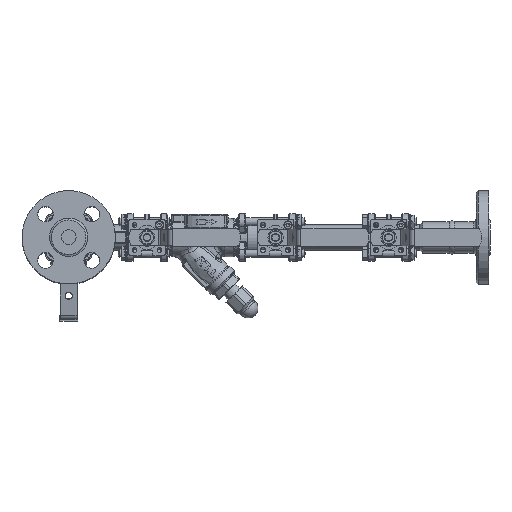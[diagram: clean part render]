
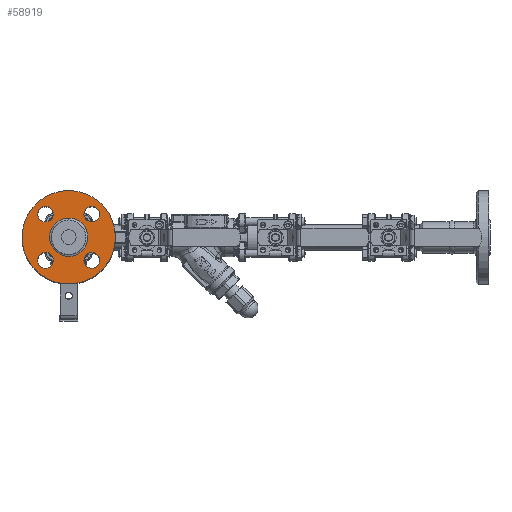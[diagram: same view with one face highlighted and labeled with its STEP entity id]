
A CAD part, top view. The second image highlights one B-rep face of the part: STEP entity #58919.
In plain terms, the highlighted planar face has unit normal (0, 0, 1).
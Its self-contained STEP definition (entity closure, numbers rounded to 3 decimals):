
#4078=FACE_BOUND('',#20284,.T.);
#4079=FACE_BOUND('',#20285,.T.);
#4080=FACE_BOUND('',#20286,.T.);
#4081=FACE_BOUND('',#20287,.T.);
#4082=FACE_BOUND('',#20288,.T.);
#5101=PLANE('',#65101);
#16392=FACE_OUTER_BOUND('',#20283,.T.);
#20283=EDGE_LOOP('',(#51825));
#20284=EDGE_LOOP('',(#51826));
#20285=EDGE_LOOP('',(#51827));
#20286=EDGE_LOOP('',(#51828));
#20287=EDGE_LOOP('',(#51829));
#20288=EDGE_LOOP('',(#51830));
#23755=CIRCLE('',#65086,47.5);
#23757=CIRCLE('',#65090,8.);
#23759=CIRCLE('',#65093,8.);
#23761=CIRCLE('',#65096,8.);
#23763=CIRCLE('',#65099,8.);
#23765=CIRCLE('',#65102,19.486);
#28560=VERTEX_POINT('',#114146);
#28562=VERTEX_POINT('',#114154);
#28564=VERTEX_POINT('',#114160);
#28566=VERTEX_POINT('',#114166);
#28568=VERTEX_POINT('',#114172);
#28570=VERTEX_POINT('',#114178);
#36468=EDGE_CURVE('',#28560,#28560,#23755,.T.);
#36471=EDGE_CURVE('',#28562,#28562,#23757,.T.);
#36474=EDGE_CURVE('',#28564,#28564,#23759,.T.);
#36477=EDGE_CURVE('',#28566,#28566,#23761,.T.);
#36480=EDGE_CURVE('',#28568,#28568,#23763,.T.);
#36483=EDGE_CURVE('',#28570,#28570,#23765,.T.);
#51825=ORIENTED_EDGE('',*,*,#36468,.F.);
#51826=ORIENTED_EDGE('',*,*,#36471,.T.);
#51827=ORIENTED_EDGE('',*,*,#36474,.T.);
#51828=ORIENTED_EDGE('',*,*,#36477,.T.);
#51829=ORIENTED_EDGE('',*,*,#36480,.T.);
#51830=ORIENTED_EDGE('',*,*,#36483,.F.);
#58919=ADVANCED_FACE('',(#16392,#4078,#4079,#4080,#4081,#4082),#5101,.F.);
#65086=AXIS2_PLACEMENT_3D('',#114148,#79343,#79344);
#65090=AXIS2_PLACEMENT_3D('',#114155,#79352,#79353);
#65093=AXIS2_PLACEMENT_3D('',#114161,#79359,#79360);
#65096=AXIS2_PLACEMENT_3D('',#114167,#79366,#79367);
#65099=AXIS2_PLACEMENT_3D('',#114173,#79373,#79374);
#65101=AXIS2_PLACEMENT_3D('',#114177,#79378,#79379);
#65102=AXIS2_PLACEMENT_3D('',#114179,#79380,#79381);
#79343=DIRECTION('center_axis',(0.,0.,
-1.));
#79344=DIRECTION('ref_axis',(1.,0.,0.));
#79352=DIRECTION('center_axis',(0.,0.,
-1.));
#79353=DIRECTION('ref_axis',(-1.,0.,0.));
#79359=DIRECTION('center_axis',(0.,0.,
-1.));
#79360=DIRECTION('ref_axis',(0.,1.,0.));
#79366=DIRECTION('center_axis',(0.,0.,
-1.));
#79367=DIRECTION('ref_axis',(1.,0.,0.));
#79373=DIRECTION('center_axis',(0.,0.,
-1.));
#79374=DIRECTION('ref_axis',(0.,-1.,0.));
#79378=DIRECTION('center_axis',(0.,0.,
-1.));
#79379=DIRECTION('ref_axis',(1.,0.,0.));
#79380=DIRECTION('center_axis',(0.,0.,
1.));
#79381=DIRECTION('ref_axis',(-1.,0.,0.));
#114146=CARTESIAN_POINT('',(-192.536,18.833,190.983));
#114148=CARTESIAN_POINT('Origin',(-145.036,18.833,190.983));
#114154=CARTESIAN_POINT('',(-160.547,-4.679,190.983));
#114155=CARTESIAN_POINT('Origin',(-168.547,-4.679,190.983));
#114160=CARTESIAN_POINT('',(-168.547,34.344,190.983));
#114161=CARTESIAN_POINT('Origin',(-168.547,42.344,190.983));
#114166=CARTESIAN_POINT('',(-129.525,42.344,190.983));
#114167=CARTESIAN_POINT('Origin',(-121.525,42.344,190.983));
#114172=CARTESIAN_POINT('',(-121.525,3.321,190.983));
#114173=CARTESIAN_POINT('Origin',(-121.525,-4.679,190.983));
#114177=CARTESIAN_POINT('Origin',(-145.036,18.833,190.983));
#114178=CARTESIAN_POINT('',(-125.549,18.833,190.983));
#114179=CARTESIAN_POINT('Origin',(-145.036,18.833,190.983));
